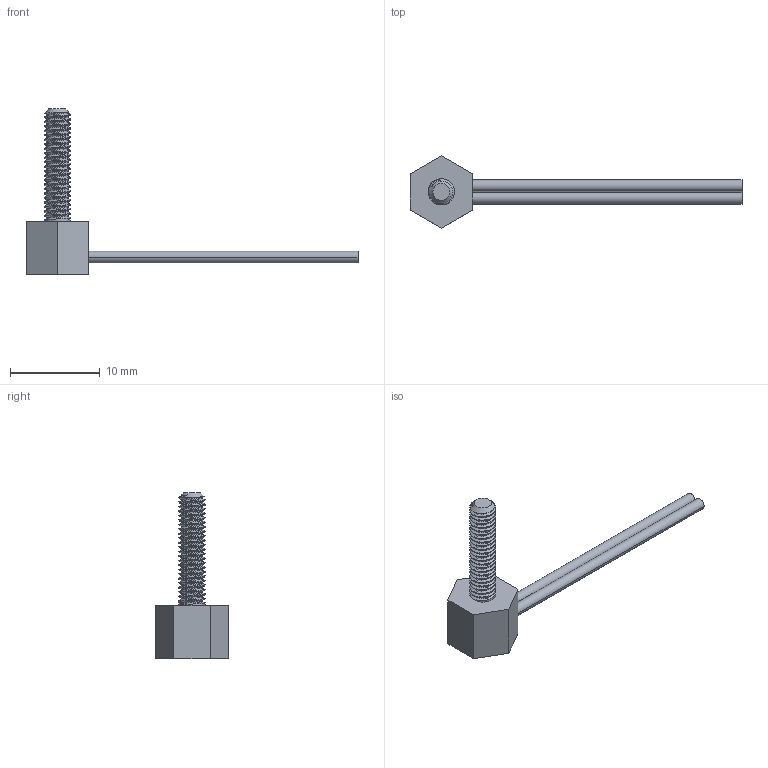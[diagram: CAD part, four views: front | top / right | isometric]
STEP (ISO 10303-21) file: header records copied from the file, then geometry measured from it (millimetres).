
FILE_DESCRIPTION((''),'2;1');
FILE_NAME('ADMI20BCM9YJ_ASM','2021-08-11T',('Gavin'),(''),'PRO/ENGINEER BY PARAMETRIC TECHNOLOGY CORPORATION, 2009440','PRO/ENGINEER BY PARAMETRIC TECHNOLOGY CORPORATION, 2009440','');
FILE_SCHEMA(('CONFIG_CONTROL_DESIGN'));
Length unit declared in the file: millimetre
Products named in the file (4): MANIFOLD_SOLID_BREP_95; MANIFOLD_SOLID_BREP_96; MANIFOLD_SOLID_BREP_98; ADMI20BCM9YJ_ASM
Assembly tree (3 placements, depth 2):
  ADMI20BCM9YJ_ASM
    MANIFOLD_SOLID_BREP_95
    MANIFOLD_SOLID_BREP_96
    MANIFOLD_SOLID_BREP_98
Bounding box: 37 x 8.08 x 18.5 mm (x, y, z)
Volume: 402.9 mm3; surface area: 638.5 mm2
Topology: 3 solids, 3 shells, 122 faces, 344 edges, 229 vertices
Faces by surface type: cylinder 102, plane 15, cone 3, bspline 2
Entity records: 8543 total; most frequent: CARTESIAN_POINT 5662, ORIENTED_EDGE 688, DIRECTION 417, EDGE_CURVE 344, VERTEX_POINT 229, B_SPLINE_CURVE_WITH_KNOTS 198, AXIS2_PLACEMENT_3D 144, VECTOR 129
